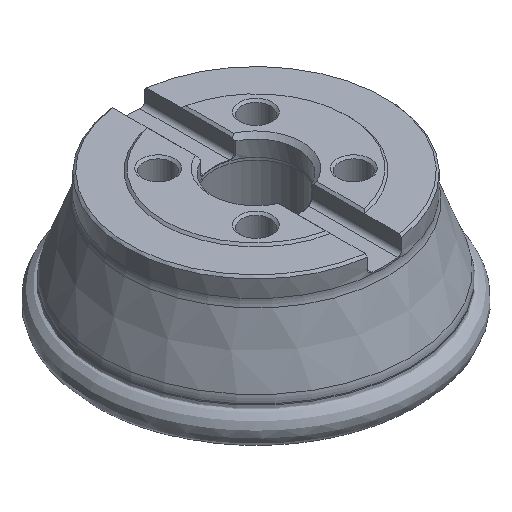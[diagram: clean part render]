
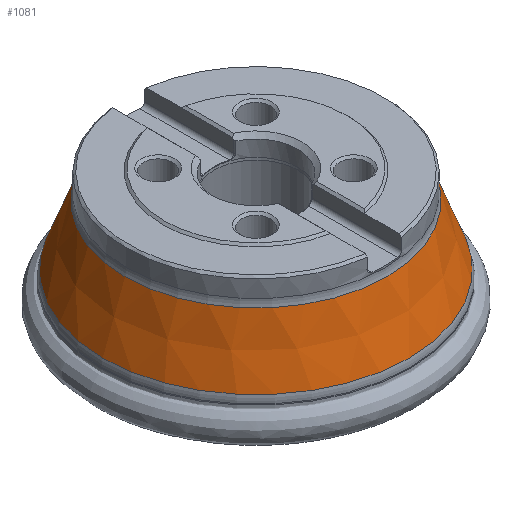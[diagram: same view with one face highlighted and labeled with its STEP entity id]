
A CAD part, isometric view. The second image highlights one B-rep face of the part: STEP entity #1081.
In plain terms, the highlighted conical face has half-angle 20.556 degrees and reference radius 74.5 mm.
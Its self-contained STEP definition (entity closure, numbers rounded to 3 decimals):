
#85=CONICAL_SURFACE('',#1448,74.5,20.556);
#174=EDGE_LOOP('',(#470));
#175=EDGE_LOOP('',(#471));
#364=CIRCLE('',#1446,63.137);
#365=CIRCLE('',#1447,73.863);
#470=ORIENTED_EDGE('',*,*,#817,.T.);
#471=ORIENTED_EDGE('',*,*,#818,.T.);
#817=EDGE_CURVE('',#1312,#1312,#364,.T.);
#818=EDGE_CURVE('',#1313,#1313,#365,.T.);
#1081=ADVANCED_FACE('',(#1182,#1183),#85,.T.);
#1182=FACE_BOUND('',#174,.T.);
#1183=FACE_BOUND('',#175,.T.);
#1312=VERTEX_POINT('',#6993);
#1313=VERTEX_POINT('',#6995);
#1446=AXIS2_PLACEMENT_3D('',#6992,#1658,#1659);
#1447=AXIS2_PLACEMENT_3D('',#6994,#1660,#1661);
#1448=AXIS2_PLACEMENT_3D('',#6996,#1662,#1663);
#1658=DIRECTION('',(0.,0.,-1.));
#1659=DIRECTION('',(-1.,0.,0.));
#1660=DIRECTION('',(0.,0.,1.));
#1661=DIRECTION('',(1.,0.,0.));
#1662=DIRECTION('',(0.,0.,-1.));
#1663=DIRECTION('',(-1.,0.,0.));
#6992=CARTESIAN_POINT('',(0.,0.,-13.698));
#6993=CARTESIAN_POINT('',(-63.137,0.,-13.698));
#6994=CARTESIAN_POINT('',(0.,0.,-42.302));
#6995=CARTESIAN_POINT('',(73.863,0.,-42.302));
#6996=CARTESIAN_POINT('',(0.,0.,-44.));
